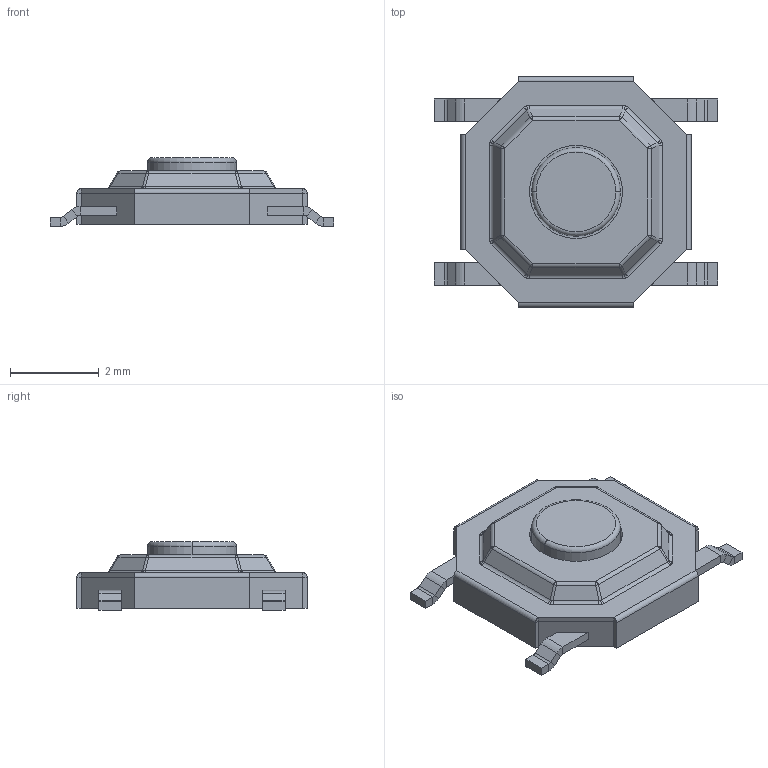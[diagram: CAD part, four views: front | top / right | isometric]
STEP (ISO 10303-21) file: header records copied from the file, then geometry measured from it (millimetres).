
FILE_DESCRIPTION(('FreeCAD Model'),'2;1');
FILE_NAME('Open CASCADE Shape Model','2023-10-10T21:06:30',(''),(''), 'Open CASCADE STEP processor 7.6','FreeCAD','Unknown');
FILE_SCHEMA(('AUTOMOTIVE_DESIGN { 1 0 10303 214 1 1 1 1 }'));
Length unit declared in the file: millimetre
Products named in the file (9): Unnamed; SW-SMD_4P-L5.2-W5.2-H1.5-LS6.4-P3.071; SW-SMD_4P-L5.2-W5.2-H1.5-LS6.4-P3.090; SW-SMD_4P-L5.2-W5.2-H1.5-LS6.4-P3.70; SW-SMD_4P-L5.2-W5.2-H1.5-LS6.4-P3.072; SW-SMD_4P-L5.2-W5.2-H1.5-LS6.4-P3.073; SW-SMD_4P-L5.2-W5.2-H1.5-LS6.4-P3.074; SW-SMD_4P-L5.2-W5.2-H1.5-LS6.4-P3.075; SW-SMD_4P-L5.2-W5.2-H1.5-LS6.4-P3.076
Assembly tree (9 placements, depth 3):
  Unnamed
    SW-SMD_4P-L5.2-W5.2-H1.5-LS6.4-P3.071
    SW-SMD_4P-L5.2-W5.2-H1.5-LS6.4-P3.090
      SW-SMD_4P-L5.2-W5.2-H1.5-LS6.4-P3.70
      SW-SMD_4P-L5.2-W5.2-H1.5-LS6.4-P3.071
      SW-SMD_4P-L5.2-W5.2-H1.5-LS6.4-P3.072
      SW-SMD_4P-L5.2-W5.2-H1.5-LS6.4-P3.073
      SW-SMD_4P-L5.2-W5.2-H1.5-LS6.4-P3.074
      SW-SMD_4P-L5.2-W5.2-H1.5-LS6.4-P3.075
      SW-SMD_4P-L5.2-W5.2-H1.5-LS6.4-P3.076
Bounding box: 6.4 x 5.2 x 1.55 mm (x, y, z)
Volume: 24.8 mm3; surface area: 145.9 mm2
Topology: 8 solids, 8 shells, 267 faces, 600 edges, 362 vertices
Faces by surface type: plane 179, cylinder 48, bspline 30, sphere 8, torus 2
Entity records: 9327 total; most frequent: CARTESIAN_POINT 2283, ORIENTED_EDGE 1176, DIRECTION 1110, EDGE_CURVE 588, LINE 428, VECTOR 428, VERTEX_POINT 354, AXIS2_PLACEMENT_3D 341
